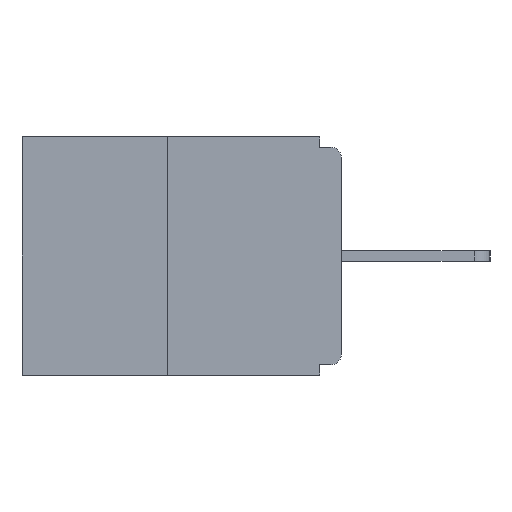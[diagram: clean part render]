
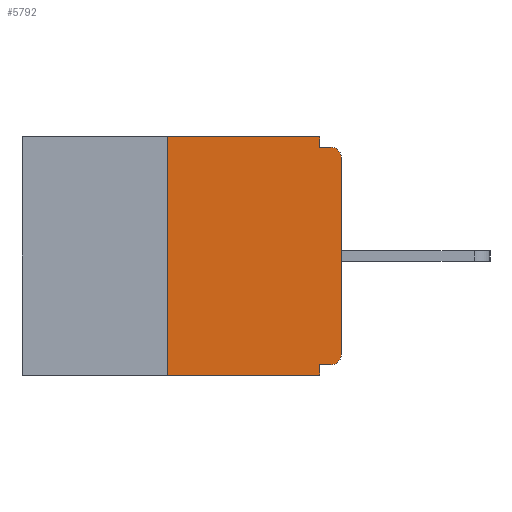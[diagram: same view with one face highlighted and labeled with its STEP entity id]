
A CAD part, left-side view. The second image highlights one B-rep face of the part: STEP entity #5792.
In plain terms, the highlighted planar face has unit normal (-1, 0, 0).
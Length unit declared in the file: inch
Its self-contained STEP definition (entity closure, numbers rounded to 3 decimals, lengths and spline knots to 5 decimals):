
#420 = EDGE_CURVE ( 'NONE', #15298, #835, #13761, .T. ) ;
#452 = EDGE_CURVE ( 'NONE', #5216, #3273, #895, .T. ) ;
#554 = VERTEX_POINT ( 'NONE', #16902 ) ;
#691 = AXIS2_PLACEMENT_3D ( 'NONE', #2911, #4369, #2999 ) ;
#720 = EDGE_CURVE ( 'NONE', #6796, #5216, #11859, .T. ) ;
#835 = VERTEX_POINT ( 'NONE', #6879 ) ;
#895 = CIRCLE ( 'NONE', #8142, 0.015 ) ;
#958 = LINE ( 'NONE', #10497, #13704 ) ;
#971 = DIRECTION ( 'NONE',  ( 0., 0., 1. ) ) ;
#1176 = VECTOR ( 'NONE', #10797, 39.37008 ) ;
#1259 = CARTESIAN_POINT ( 'NONE',  ( 0., 0.015, -0.03 ) ) ;
#1525 = ORIENTED_EDGE ( 'NONE', *, *, #3584, .F. ) ;
#1621 = EDGE_CURVE ( 'NONE', #554, #10166, #10297, .T. ) ;
#1693 = CARTESIAN_POINT ( 'NONE',  ( 0., 0., -0.015 ) ) ;
#2305 = DIRECTION ( 'NONE',  ( 0., 0., -1. ) ) ;
#2317 = CARTESIAN_POINT ( 'NONE',  ( 0., 0.25, 0. ) ) ;
#2593 = CARTESIAN_POINT ( 'NONE',  ( 0., 0., -0.03 ) ) ;
#2607 = VECTOR ( 'NONE', #16181, 39.37008 ) ;
#2911 = CARTESIAN_POINT ( 'NONE',  ( 0., 0.46, 0. ) ) ;
#2999 = DIRECTION ( 'NONE',  ( 0., 0., -1. ) ) ;
#3107 = CARTESIAN_POINT ( 'NONE',  ( 0., 0., -0.328 ) ) ;
#3273 = VERTEX_POINT ( 'NONE', #14864 ) ;
#3303 = DIRECTION ( 'NONE',  ( 0., -1., 0. ) ) ;
#3584 = EDGE_CURVE ( 'NONE', #554, #15298, #5063, .T. ) ;
#4369 = DIRECTION ( 'NONE',  ( 1., 0., 0. ) ) ;
#4467 = DIRECTION ( 'NONE',  ( 0., 1., 0. ) ) ;
#4693 = CARTESIAN_POINT ( 'NONE',  ( 0., 0.015, -0.313 ) ) ;
#4776 = VERTEX_POINT ( 'NONE', #12319 ) ;
#5063 = LINE ( 'NONE', #2317, #6697 ) ;
#5216 = VERTEX_POINT ( 'NONE', #2593 ) ;
#5746 = LINE ( 'NONE', #3107, #10585 ) ;
#5782 = DIRECTION ( 'NONE',  ( -1., 0., 0. ) ) ;
#5792 = ADVANCED_FACE ( 'NONE', ( #16744 ), #15400, .F. ) ;
#5983 = VECTOR ( 'NONE', #16883, 39.37008 ) ;
#6257 = VECTOR ( 'NONE', #8015, 39.37008 ) ;
#6697 = VECTOR ( 'NONE', #971, 39.37008 ) ;
#6796 = VERTEX_POINT ( 'NONE', #15701 ) ;
#6879 = CARTESIAN_POINT ( 'NONE',  ( 0., 0.031, 0. ) ) ;
#7411 = CARTESIAN_POINT ( 'NONE',  ( 0., 0.031, -0.343 ) ) ;
#7826 = LINE ( 'NONE', #9466, #6257 ) ;
#7937 = CIRCLE ( 'NONE', #16011, 0.015 ) ;
#8015 = DIRECTION ( 'NONE',  ( 0., 0., -1. ) ) ;
#8042 = ORIENTED_EDGE ( 'NONE', *, *, #13811, .F. ) ;
#8142 = AXIS2_PLACEMENT_3D ( 'NONE', #1259, #12223, #12139 ) ;
#8622 = CARTESIAN_POINT ( 'NONE',  ( 0., 0.015, -0.328 ) ) ;
#8846 = ORIENTED_EDGE ( 'NONE', *, *, #420, .F. ) ;
#9466 = CARTESIAN_POINT ( 'NONE',  ( 0., 0.031, -0.343 ) ) ;
#9626 = ORIENTED_EDGE ( 'NONE', *, *, #16226, .F. ) ;
#9722 = EDGE_CURVE ( 'NONE', #11344, #15211, #5746, .T. ) ;
#10097 = ORIENTED_EDGE ( 'NONE', *, *, #10200, .T. ) ;
#10166 = VERTEX_POINT ( 'NONE', #7411 ) ;
#10200 = EDGE_CURVE ( 'NONE', #11344, #6796, #7937, .T. ) ;
#10295 = EDGE_CURVE ( 'NONE', #835, #4776, #958, .T. ) ;
#10297 = LINE ( 'NONE', #17454, #11902 ) ;
#10497 = CARTESIAN_POINT ( 'NONE',  ( 0., 0.031, 0. ) ) ;
#10585 = VECTOR ( 'NONE', #4467, 39.37008 ) ;
#10797 = DIRECTION ( 'NONE',  ( 0., -1., 0. ) ) ;
#11344 = VERTEX_POINT ( 'NONE', #8622 ) ;
#11859 = LINE ( 'NONE', #17342, #2607 ) ;
#11902 = VECTOR ( 'NONE', #3303, 39.37008 ) ;
#12139 = DIRECTION ( 'NONE',  ( 0., 0., -1. ) ) ;
#12223 = DIRECTION ( 'NONE',  ( -1., 0., 0. ) ) ;
#12319 = CARTESIAN_POINT ( 'NONE',  ( 0., 0.031, -0.015 ) ) ;
#12400 = ORIENTED_EDGE ( 'NONE', *, *, #1621, .T. ) ;
#12646 = EDGE_LOOP ( 'NONE', ( #8846, #1525, #12400, #8042, #16868, #10097, #17567, #16213, #9626, #14131 ) ) ;
#12924 = LINE ( 'NONE', #1693, #5983 ) ;
#13664 = CARTESIAN_POINT ( 'NONE',  ( 0., 0.46, 0. ) ) ;
#13704 = VECTOR ( 'NONE', #2305, 39.37008 ) ;
#13761 = LINE ( 'NONE', #13664, #1176 ) ;
#13811 = EDGE_CURVE ( 'NONE', #15211, #10166, #7826, .T. ) ;
#14131 = ORIENTED_EDGE ( 'NONE', *, *, #10295, .F. ) ;
#14864 = CARTESIAN_POINT ( 'NONE',  ( 0., 0.015, -0.015 ) ) ;
#15211 = VERTEX_POINT ( 'NONE', #16665 ) ;
#15298 = VERTEX_POINT ( 'NONE', #15946 ) ;
#15400 = PLANE ( 'NONE',  #691 ) ;
#15547 = DIRECTION ( 'NONE',  ( 0., 0., -1. ) ) ;
#15701 = CARTESIAN_POINT ( 'NONE',  ( 0., 0., -0.313 ) ) ;
#15946 = CARTESIAN_POINT ( 'NONE',  ( 0., 0.25, 0. ) ) ;
#16011 = AXIS2_PLACEMENT_3D ( 'NONE', #4693, #5782, #15547 ) ;
#16181 = DIRECTION ( 'NONE',  ( 0., 0., 1. ) ) ;
#16213 = ORIENTED_EDGE ( 'NONE', *, *, #452, .T. ) ;
#16226 = EDGE_CURVE ( 'NONE', #4776, #3273, #12924, .T. ) ;
#16665 = CARTESIAN_POINT ( 'NONE',  ( 0., 0.031, -0.328 ) ) ;
#16744 = FACE_OUTER_BOUND ( 'NONE', #12646, .T. ) ;
#16868 = ORIENTED_EDGE ( 'NONE', *, *, #9722, .F. ) ;
#16883 = DIRECTION ( 'NONE',  ( 0., -1., 0. ) ) ;
#16902 = CARTESIAN_POINT ( 'NONE',  ( 0., 0.25, -0.343 ) ) ;
#17342 = CARTESIAN_POINT ( 'NONE',  ( 0., 0., 0. ) ) ;
#17454 = CARTESIAN_POINT ( 'NONE',  ( 0., 0.46, -0.343 ) ) ;
#17567 = ORIENTED_EDGE ( 'NONE', *, *, #720, .T. ) ;
